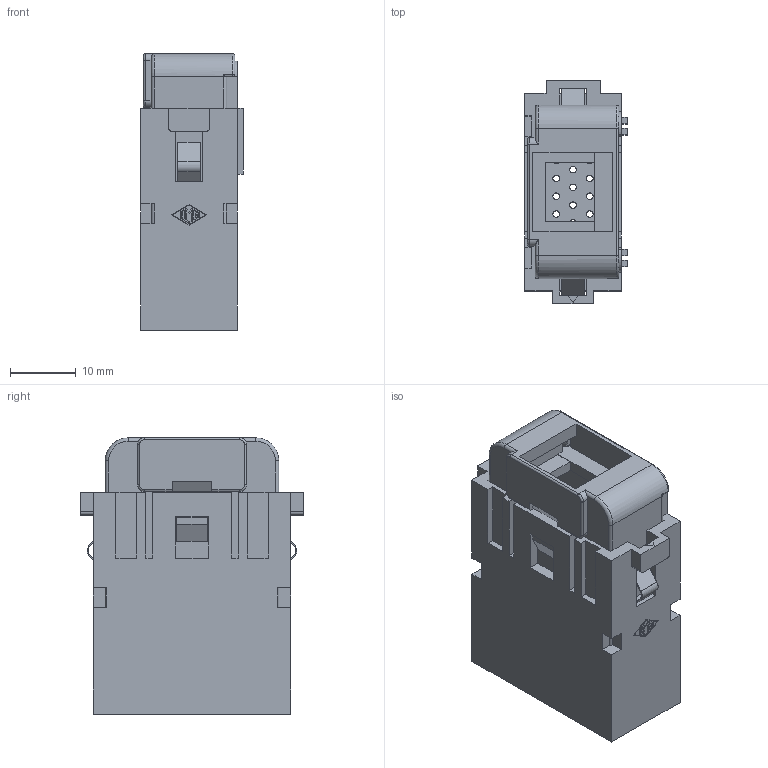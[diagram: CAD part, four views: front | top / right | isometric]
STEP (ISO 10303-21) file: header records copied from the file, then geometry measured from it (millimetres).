
FILE_DESCRIPTION(('Creo Elements/Direct Modeling STEP Export'),'2;1');
FILE_NAME('0ln7uvk5aakthm65404','2021-04-21T 9:54:13',(''),(''),'Creo Elements/Direct Modeling STEP processor for AP214 (Solid Model)','Creo Elements/Direct Modeling 20.1B 02-Apr-2019 (C) Parametric Technology GmbH','');
FILE_SCHEMA(('AUTOMOTIVE_DESIGN { 1 0 10303 214 1 1 1 1 }'));
Length unit declared in the file: millimetre
Products named in the file (2): CX_20S_IGM
Assembly tree (1 placements, depth 2):
  CX_20S_IGM
    CX_20S_IGM
Bounding box: 15.6 x 34 x 41.95 mm (x, y, z)
Volume: 11184.4 mm3; surface area: 8792 mm2
Topology: 1 solids, 3 shells, 439 faces, 1540 edges, 1106 vertices
Faces by surface type: plane 289, cylinder 108, torus 16, cone 16, sphere 10
Entity records: 18970 total; most frequent: CARTESIAN_POINT 4008, ORIENTED_EDGE 3060, DIRECTION 2361, EDGE_CURVE 1530, VECTOR 1171, LINE 1171, VERTEX_POINT 1106, AXIS2_PLACEMENT_3D 595
